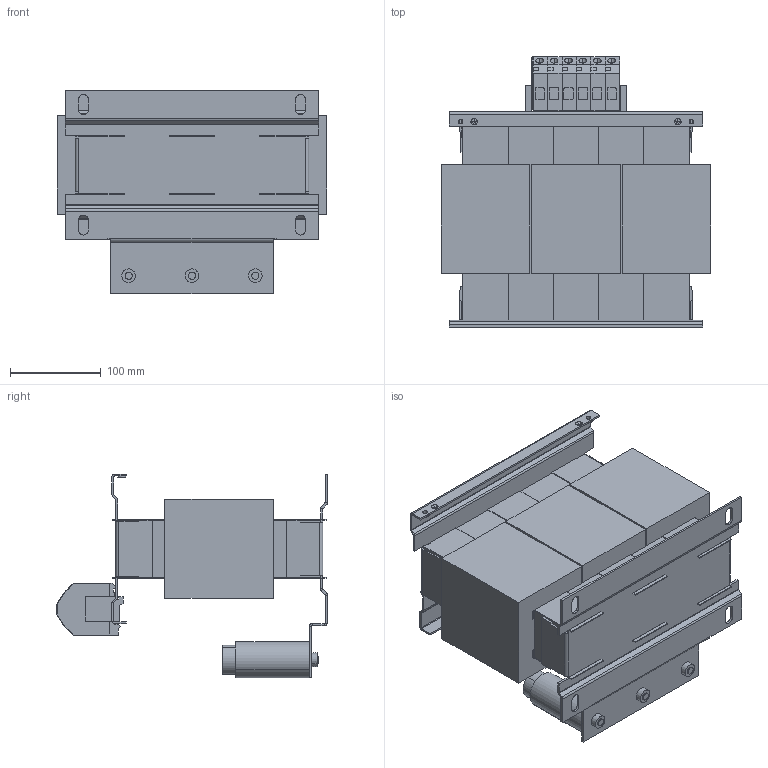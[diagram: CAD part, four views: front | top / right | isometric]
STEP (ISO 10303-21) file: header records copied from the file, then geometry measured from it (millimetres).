
FILE_DESCRIPTION (( 'STEP AP214' ), '1' );
FILE_NAME ('861105.STEP', '2024-08-23T11:22:20', ( '' ), ( '' ), 'SwSTEP 2.0', 'SolidWorks 2022', '' );
FILE_SCHEMA (( 'AUTOMOTIVE_DESIGN' ));
Length unit declared in the file: millimetre
Products named in the file (1): 861105
Bounding box: 298 x 299 x 225 mm (x, y, z)
Volume: 6491339.6 mm3; surface area: 498986.8 mm2
Topology: 1 solids, 1 shells, 836 faces, 2076 edges, 1297 vertices
Faces by surface type: plane 655, cylinder 175, cone 6
Entity records: 24364 total; most frequent: CARTESIAN_POINT 4303, ORIENTED_EDGE 4152, DIRECTION 4084, EDGE_CURVE 2076, VECTOR 1680, LINE 1680, VERTEX_POINT 1297, AXIS2_PLACEMENT_3D 1202
